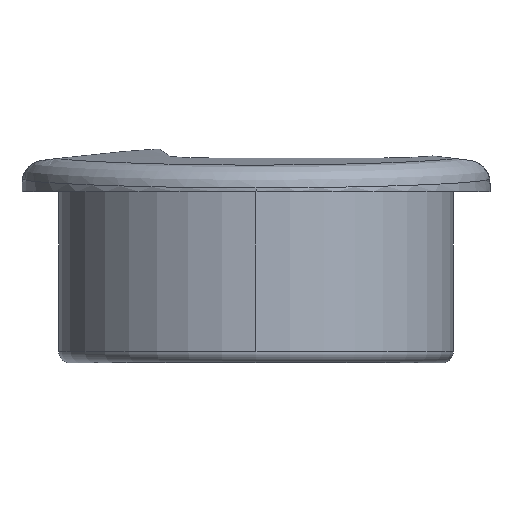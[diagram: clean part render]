
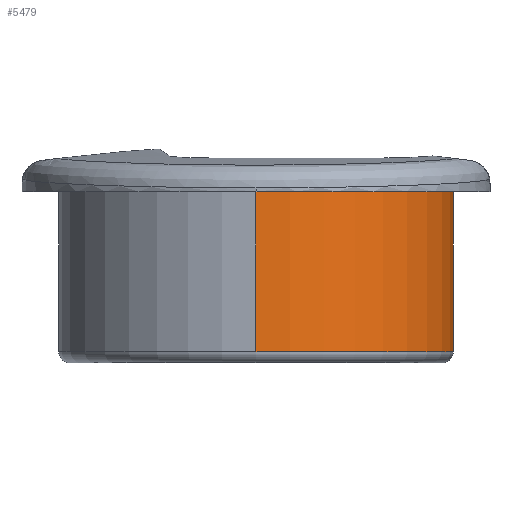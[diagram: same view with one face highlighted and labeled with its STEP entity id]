
A CAD part, left-side view. The second image highlights one B-rep face of the part: STEP entity #5479.
In plain terms, the highlighted cylindrical face has radius 17.3 mm (diameter 34.6 mm), a partial arc.
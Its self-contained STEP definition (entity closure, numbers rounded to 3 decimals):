
#18 = AXIS2_PLACEMENT_3D ( 'NONE', #3778, #3779, #3780 ) ;
#20 = AXIS2_PLACEMENT_3D ( 'NONE', #3769, #3776, #3777 ) ;
#21 = VECTOR ( 'NONE', #3775, 1000. ) ;
#23 = VECTOR ( 'NONE', #3784, 1000. ) ;
#233 = EDGE_CURVE ( 'NONE', #2499, #2508, #3773, .T. ) ;
#234 = EDGE_CURVE ( 'NONE', #2491, #2499, #344, .T. ) ;
#235 = EDGE_CURVE ( 'NONE', #2508, #2495, #345, .T. ) ;
#236 = EDGE_CURVE ( 'NONE', #2491, #2495, #3782, .T. ) ;
#344 = CIRCLE ( 'NONE', #20, 17.3 ) ;
#345 = CIRCLE ( 'NONE', #18, 17.3 ) ;
#931 = CARTESIAN_POINT ( 'NONE',  ( -9.337, -17.3, 13. ) ) ;
#935 = CARTESIAN_POINT ( 'NONE',  ( -9.337, -17.3, -1. ) ) ;
#939 = CARTESIAN_POINT ( 'NONE',  ( -26.637, 0., 13. ) ) ;
#948 = CARTESIAN_POINT ( 'NONE',  ( -26.637, 0., -1. ) ) ;
#1215 = CARTESIAN_POINT ( 'NONE',  ( -9.337, 0., 13. ) ) ;
#1216 = DIRECTION ( 'NONE',  ( 0., 0., -1. ) ) ;
#1217 = DIRECTION ( 'NONE',  ( -1., 0., 0. ) ) ;
#2027 = FACE_OUTER_BOUND ( 'NONE', #3072, .T. ) ;
#2034 = AXIS2_PLACEMENT_3D ( 'NONE', #1215, #1216, #1217 ) ;
#2035 = CYLINDRICAL_SURFACE ( 'NONE', #2034, 17.3 ) ;
#2491 = VERTEX_POINT ( 'NONE', #931 ) ;
#2495 = VERTEX_POINT ( 'NONE', #935 ) ;
#2499 = VERTEX_POINT ( 'NONE', #939 ) ;
#2508 = VERTEX_POINT ( 'NONE', #948 ) ;
#3072 = EDGE_LOOP ( 'NONE', ( #3407, #3409, #3408, #3410 ) ) ;
#3407 = ORIENTED_EDGE ( 'NONE', *, *, #234, .T. ) ;
#3408 = ORIENTED_EDGE ( 'NONE', *, *, #235, .T. ) ;
#3409 = ORIENTED_EDGE ( 'NONE', *, *, #233, .T. ) ;
#3410 = ORIENTED_EDGE ( 'NONE', *, *, #236, .F. ) ;
#3769 = CARTESIAN_POINT ( 'NONE',  ( -9.337, 0., 13. ) ) ;
#3773 = LINE ( 'NONE', #3774, #21 ) ;
#3774 = CARTESIAN_POINT ( 'NONE',  ( -26.637, 0., 13. ) ) ;
#3775 = DIRECTION ( 'NONE',  ( 0., 0., -1. ) ) ;
#3776 = DIRECTION ( 'NONE',  ( 0., 0., -1. ) ) ;
#3777 = DIRECTION ( 'NONE',  ( -1., 0., 0. ) ) ;
#3778 = CARTESIAN_POINT ( 'NONE',  ( -9.337, 0., -1. ) ) ;
#3779 = DIRECTION ( 'NONE',  ( 0., 0., 1. ) ) ;
#3780 = DIRECTION ( 'NONE',  ( 1., 0., 0. ) ) ;
#3782 = LINE ( 'NONE', #3783, #23 ) ;
#3783 = CARTESIAN_POINT ( 'NONE',  ( -9.337, -17.3, 13. ) ) ;
#3784 = DIRECTION ( 'NONE',  ( 0., 0., -1. ) ) ;
#5479 = ADVANCED_FACE ( 'NONE', ( #2027 ), #2035, .T. ) ;
